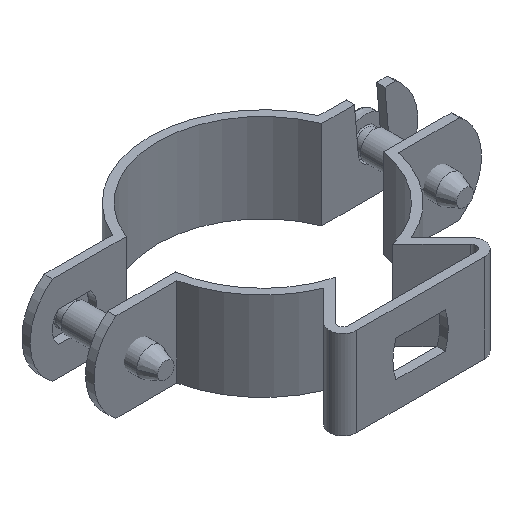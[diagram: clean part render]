
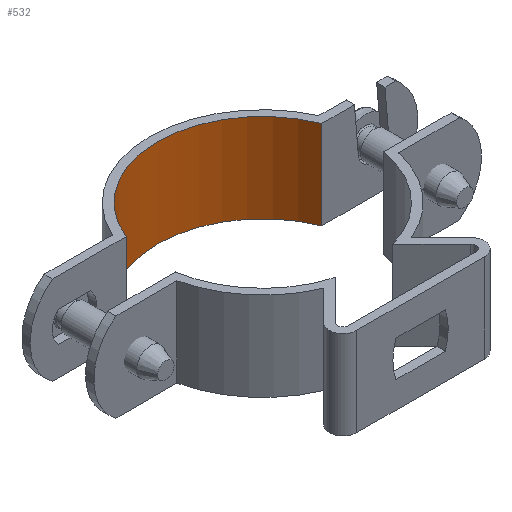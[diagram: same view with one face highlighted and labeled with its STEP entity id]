
A CAD part, isometric view. The second image highlights one B-rep face of the part: STEP entity #532.
In plain terms, the highlighted cylindrical face has radius 19 mm (diameter 38 mm), a partial arc.
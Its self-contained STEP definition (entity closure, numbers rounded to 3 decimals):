
#82=CARTESIAN_POINT('',(0.,0.,-8.));
#83=DIRECTION('',(0.,0.,-1.));
#84=DIRECTION('',(-0.93,0.368,0.));
#85=AXIS2_PLACEMENT_3D('',#82,#83,#84);
#180=DIRECTION('',(0.,0.,1.));
#181=VECTOR('',#180,16.);
#182=CARTESIAN_POINT('',(-17.664,7.,-8.));
#183=LINE('',#182,#181);
#184=CARTESIAN_POINT('',(0.,0.,8.));
#185=DIRECTION('',(0.,0.,-1.));
#186=DIRECTION('',(-0.93,0.368,0.));
#187=AXIS2_PLACEMENT_3D('',#184,#185,#186);
#189=DIRECTION('',(0.,0.,-1.));
#190=VECTOR('',#189,16.);
#191=CARTESIAN_POINT('',(17.664,7.,8.));
#192=LINE('',#191,#190);
#273=CARTESIAN_POINT('',(-17.664,7.,-8.));
#274=CARTESIAN_POINT('',(-17.664,7.,8.));
#275=VERTEX_POINT('',#273);
#276=VERTEX_POINT('',#274);
#277=CARTESIAN_POINT('',(17.664,7.,8.));
#278=CARTESIAN_POINT('',(17.664,7.,-8.));
#279=VERTEX_POINT('',#277);
#280=VERTEX_POINT('',#278);
#521=CARTESIAN_POINT('',(0.,0.,8.));
#522=DIRECTION('',(0.,0.,-1.));
#523=DIRECTION('',(-1.,0.,0.));
#524=AXIS2_PLACEMENT_3D('',#521,#522,#523);
#525=CYLINDRICAL_SURFACE('',#524,19.);
#526=ORIENTED_EDGE('',*,*,#437,.F.);
#527=ORIENTED_EDGE('',*,*,#502,.T.);
#528=ORIENTED_EDGE('',*,*,#352,.T.);
#529=ORIENTED_EDGE('',*,*,#413,.T.);
#530=EDGE_LOOP('',(#526,#527,#528,#529));
#531=FACE_OUTER_BOUND('',#530,.F.);
#532=ADVANCED_FACE('',(#531),#525,.F.);
#86=CIRCLE('',#85,19.);
#188=CIRCLE('',#187,19.);
#352=EDGE_CURVE('',#276,#279,#188,.T.);
#413=EDGE_CURVE('',#279,#280,#192,.T.);
#437=EDGE_CURVE('',#275,#280,#86,.T.);
#502=EDGE_CURVE('',#275,#276,#183,.T.);
